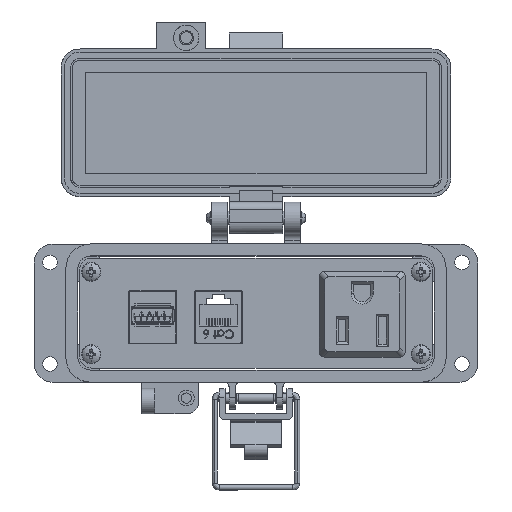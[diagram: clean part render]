
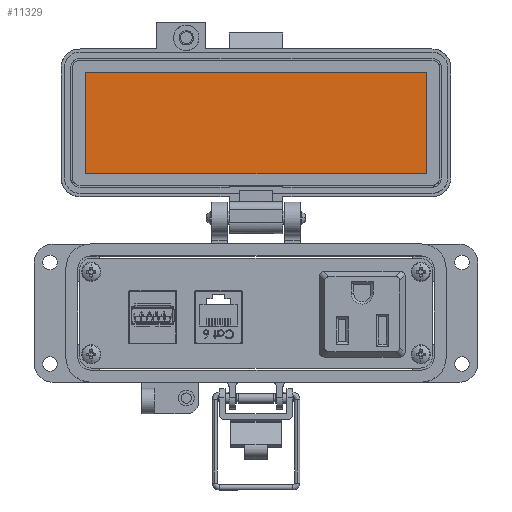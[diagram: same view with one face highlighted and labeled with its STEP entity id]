
A CAD part, top view. The second image highlights one B-rep face of the part: STEP entity #11329.
In plain terms, the highlighted planar face has unit normal (0, 0, 1).
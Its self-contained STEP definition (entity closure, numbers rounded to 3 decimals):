
#799 = ORIENTED_EDGE ( 'NONE', *, *, #21720, .F. ) ;
#2813 = DIRECTION ( 'NONE',  ( -1., 0., 0. ) ) ;
#4148 = ORIENTED_EDGE ( 'NONE', *, *, #15296, .F. ) ;
#4376 = DIRECTION ( 'NONE',  ( 0., 0., 1. ) ) ;
#4787 = PLANE ( 'NONE',  #41637 ) ;
#5859 = LINE ( 'NONE', #70065, #80428 ) ;
#7696 = VERTEX_POINT ( 'NONE', #64521 ) ;
#7719 = VERTEX_POINT ( 'NONE', #54711 ) ;
#9511 = VECTOR ( 'NONE', #2813, 1000. ) ;
#11329 = ADVANCED_FACE ( 'NONE', ( #47406 ), #4787, .T. ) ;
#13422 = VECTOR ( 'NONE', #30096, 1000. ) ;
#15011 = LINE ( 'NONE', #71695, #63462 ) ;
#15296 = EDGE_CURVE ( 'NONE', #43504, #7719, #36889, .T. ) ;
#21720 = EDGE_CURVE ( 'NONE', #7719, #7696, #67419, .T. ) ;
#23767 = EDGE_CURVE ( 'NONE', #7696, #74795, #5859, .T. ) ;
#25788 = DIRECTION ( 'NONE',  ( 1., 0., 0. ) ) ;
#30096 = DIRECTION ( 'NONE',  ( 0., -1., 0. ) ) ;
#30726 = EDGE_CURVE ( 'NONE', #74795, #43504, #15011, .T. ) ;
#32681 = ORIENTED_EDGE ( 'NONE', *, *, #23767, .F. ) ;
#35143 = CARTESIAN_POINT ( 'NONE',  ( 42., 51.154, -25.55 ) ) ;
#36889 = LINE ( 'NONE', #44552, #13422 ) ;
#41618 = CARTESIAN_POINT ( 'NONE',  ( -53.75, 83.154, -25.55 ) ) ;
#41637 = AXIS2_PLACEMENT_3D ( 'NONE', #63047, #4376, #48215 ) ;
#43504 = VERTEX_POINT ( 'NONE', #59976 ) ;
#44552 = CARTESIAN_POINT ( 'NONE',  ( 53.75, 67.154, -25.55 ) ) ;
#47406 = FACE_OUTER_BOUND ( 'NONE', #71238, .T. ) ;
#48215 = DIRECTION ( 'NONE',  ( 0., -1., 0. ) ) ;
#54711 = CARTESIAN_POINT ( 'NONE',  ( 53.75, 51.154, -25.55 ) ) ;
#57695 = ORIENTED_EDGE ( 'NONE', *, *, #30726, .F. ) ;
#59976 = CARTESIAN_POINT ( 'NONE',  ( 53.75, 83.154, -25.55 ) ) ;
#63047 = CARTESIAN_POINT ( 'NONE',  ( -8.5, 67.154, -25.55 ) ) ;
#63462 = VECTOR ( 'NONE', #25788, 1000. ) ;
#64521 = CARTESIAN_POINT ( 'NONE',  ( -53.75, 51.154, -25.55 ) ) ;
#67419 = LINE ( 'NONE', #35143, #9511 ) ;
#70065 = CARTESIAN_POINT ( 'NONE',  ( -53.75, 67.154, -25.55 ) ) ;
#71238 = EDGE_LOOP ( 'NONE', ( #57695, #32681, #799, #4148 ) ) ;
#71695 = CARTESIAN_POINT ( 'NONE',  ( -8.5, 83.154, -25.55 ) ) ;
#74795 = VERTEX_POINT ( 'NONE', #41618 ) ;
#80428 = VECTOR ( 'NONE', #83688, 1000. ) ;
#83688 = DIRECTION ( 'NONE',  ( 0., 1., 0. ) ) ;
